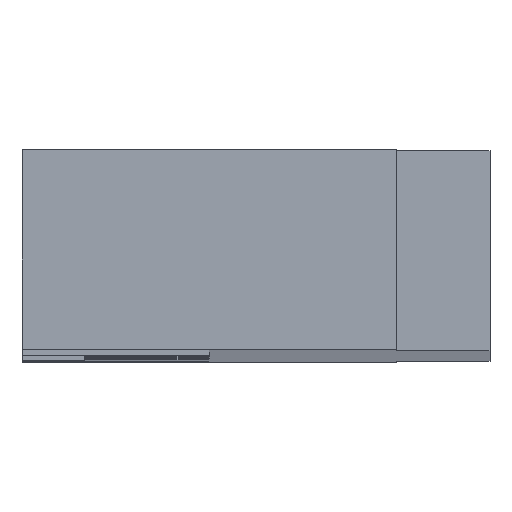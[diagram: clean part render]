
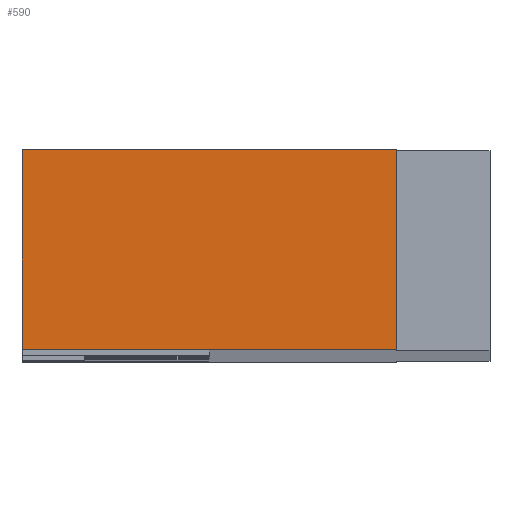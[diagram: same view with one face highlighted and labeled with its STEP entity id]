
A CAD part, top view. The second image highlights one B-rep face of the part: STEP entity #590.
In plain terms, the highlighted planar face has unit normal (0, 0, 1).
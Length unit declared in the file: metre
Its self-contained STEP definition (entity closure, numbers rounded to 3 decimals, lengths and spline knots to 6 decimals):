
#60=ORIENTED_EDGE('',*,*,#217,.F.);
#61=ORIENTED_EDGE('',*,*,#216,.F.);
#62=ORIENTED_EDGE('',*,*,#218,.T.);
#63=ORIENTED_EDGE('',*,*,#219,.T.);
#216=EDGE_CURVE('',#289,#288,#356,.T.);
#217=EDGE_CURVE('',#288,#290,#357,.T.);
#218=EDGE_CURVE('',#289,#291,#358,.T.);
#219=EDGE_CURVE('',#291,#290,#359,.T.);
#288=VERTEX_POINT('',#869);
#289=VERTEX_POINT('',#871);
#290=VERTEX_POINT('',#875);
#291=VERTEX_POINT('',#877);
#356=LINE('',#872,#440);
#357=LINE('',#874,#441);
#358=LINE('',#876,#442);
#359=LINE('',#878,#443);
#440=VECTOR('',#713,1.);
#441=VECTOR('',#716,1.);
#442=VECTOR('',#717,1.);
#443=VECTOR('',#718,1.);
#500=EDGE_LOOP('',(#60,#61,#62,#63));
#530=FACE_BOUND('',#500,.T.);
#560=PLANE('',#633);
#590=ADVANCED_FACE('',(#530),#560,.F.);
#633=AXIS2_PLACEMENT_3D('',#873,#714,#715);
#713=DIRECTION('',(0.,-1.,0.));
#714=DIRECTION('',(0.,0.,-1.));
#715=DIRECTION('',(0.,1.,0.));
#716=DIRECTION('',(-1.,0.,0.));
#717=DIRECTION('',(-1.,0.,0.));
#718=DIRECTION('',(0.,-1.,0.));
#869=CARTESIAN_POINT('',(-0.2,-0.061,0.08));
#871=CARTESIAN_POINT('',(-0.2,-0.0578,0.08));
#872=CARTESIAN_POINT('',(-0.2,-0.0578,0.08));
#873=CARTESIAN_POINT('',(-0.199998,-0.0578,0.08));
#874=CARTESIAN_POINT('',(-0.199998,-0.061,0.08));
#875=CARTESIAN_POINT('',(-0.206,-0.061,0.08));
#876=CARTESIAN_POINT('',(-0.199998,-0.0578,0.08));
#877=CARTESIAN_POINT('',(-0.206,-0.0578,0.08));
#878=CARTESIAN_POINT('',(-0.206,-0.0578,0.08));
